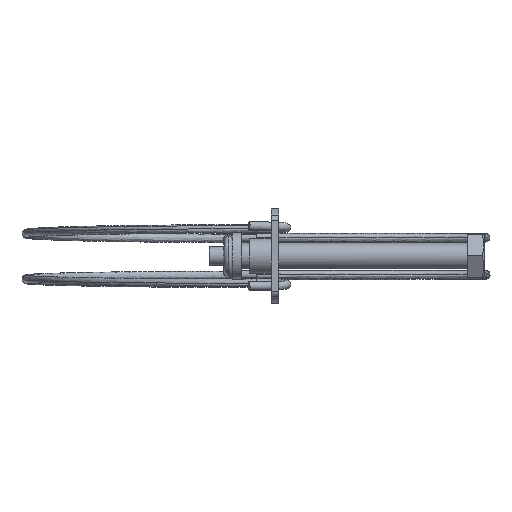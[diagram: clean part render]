
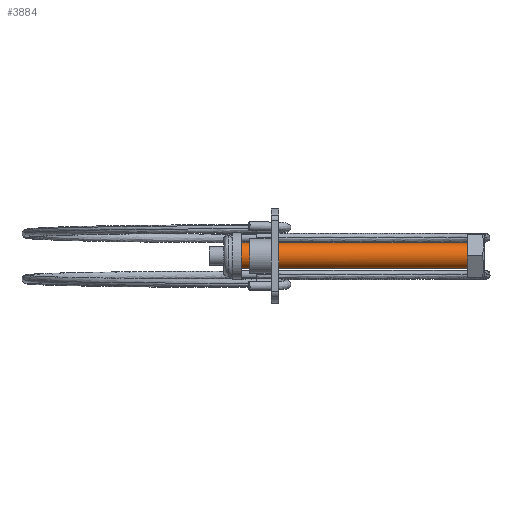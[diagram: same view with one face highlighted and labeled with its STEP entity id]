
A CAD part, top view. The second image highlights one B-rep face of the part: STEP entity #3884.
In plain terms, the highlighted free-form (B-spline) face has degree [2, 1] with [5, 2] control points.
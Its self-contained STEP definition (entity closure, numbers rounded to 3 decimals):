
#3786=CARTESIAN_POINT('',(1.315,-2.977,0.372));
#3787=CARTESIAN_POINT('',(1.315,-2.645,3.023));
#3788=CARTESIAN_POINT('',(1.315,0.026,3.));
#3789=CARTESIAN_POINT('',(1.315,3.026,2.974));
#3790=CARTESIAN_POINT('',(1.315,3.,-0.026));
#3791=CARTESIAN_POINT('',(-53.948,-2.977,0.372));
#3792=CARTESIAN_POINT('',(-53.948,-2.645,3.023));
#3793=CARTESIAN_POINT('',(-53.948,0.026,3.));
#3794=CARTESIAN_POINT('',(-53.948,3.026,2.974));
#3795=CARTESIAN_POINT('',(-53.948,3.,-0.026));
#3803=(BOUNDED_SURFACE()B_SPLINE_SURFACE(2,1,((#3786,#3791),(#3787,#3792),(#3788,#3793),(#3789,#3794),(#3790,#3795)),.UNSPECIFIED.,.F.,.F.,.U.)B_SPLINE_SURFACE_WITH_KNOTS((3,2,3),(2,2),(0.0,4.573,9.543),(0.0,55.263),.UNSPECIFIED.)GEOMETRIC_REPRESENTATION_ITEM()RATIONAL_B_SPLINE_SURFACE(((0.957,0.957),(0.731,0.731),(1.0,1.0),(0.707,0.707),(1.0,1.0)))REPRESENTATION_ITEM('')SURFACE());
#3804=CARTESIAN_POINT('',(-52.6,-2.977,0.372));
#3805=VERTEX_POINT('',#3804);
#3806=CARTESIAN_POINT('',(-52.6,0.0,3.));
#3807=VERTEX_POINT('',#3806);
#3808=CARTESIAN_POINT('',(-52.6,-2.977,0.372));
#3809=CARTESIAN_POINT('',(-52.6,-2.648,3.));
#3810=CARTESIAN_POINT('',(-52.6,0.0,3.));
#3818=(BOUNDED_CURVE()B_SPLINE_CURVE(2,(#3808,#3809,#3810),.UNSPECIFIED.,.F.,.U.)B_SPLINE_CURVE_WITH_KNOTS((3,3),(0.771,1.0),.UNSPECIFIED.)CURVE()GEOMETRIC_REPRESENTATION_ITEM()RATIONAL_B_SPLINE_CURVE((0.954,0.732,1.0))REPRESENTATION_ITEM(''));
#3819=EDGE_CURVE('',#3805,#3807,#3818,.T.);
#3820=ORIENTED_EDGE('',*,*,#3819,.F.);
#3821=CARTESIAN_POINT('',(0.,-2.977,0.372));
#3822=VERTEX_POINT('',#3821);
#3823=CARTESIAN_POINT('',(0.,-2.977,0.372));
#3824=CARTESIAN_POINT('',(-52.6,-2.977,0.372));
#3825=QUASI_UNIFORM_CURVE('',1,(#3823,#3824),.UNSPECIFIED.,.F.,.U.);
#3826=EDGE_CURVE('',#3822,#3805,#3825,.T.);
#3827=ORIENTED_EDGE('',*,*,#3826,.F.);
#3828=CARTESIAN_POINT('',(0.0,0.0,3.));
#3829=VERTEX_POINT('',#3828);
#3830=CARTESIAN_POINT('',(0.0,0.0,3.));
#3831=CARTESIAN_POINT('',(0.0,-2.648,3.));
#3832=CARTESIAN_POINT('',(0.,-2.977,0.372));
#3840=(BOUNDED_CURVE()B_SPLINE_CURVE(2,(#3830,#3831,#3832),.UNSPECIFIED.,.F.,.U.)B_SPLINE_CURVE_WITH_KNOTS((3,3),(0.5,0.729),.UNSPECIFIED.)CURVE()GEOMETRIC_REPRESENTATION_ITEM()RATIONAL_B_SPLINE_CURVE((1.0,0.732,0.954))REPRESENTATION_ITEM(''));
#3841=EDGE_CURVE('',#3829,#3822,#3840,.T.);
#3842=ORIENTED_EDGE('',*,*,#3841,.F.);
#3843=CARTESIAN_POINT('',(0.,3.,-0.026));
#3844=VERTEX_POINT('',#3843);
#3845=CARTESIAN_POINT('',(0.,3.,-0.026));
#3846=CARTESIAN_POINT('',(0.0,3.,-0.013));
#3847=CARTESIAN_POINT('',(0.0,3.,0.0));
#3848=CARTESIAN_POINT('',(0.0,3.,3.));
#3849=CARTESIAN_POINT('',(0.0,0.0,3.));
#3857=(BOUNDED_CURVE()B_SPLINE_CURVE(2,(#3845,#3846,#3847,#3848,#3849),.UNSPECIFIED.,.F.,.U.)B_SPLINE_CURVE_WITH_KNOTS((3,2,3),(0.248,0.25,0.5),.UNSPECIFIED.)CURVE()GEOMETRIC_REPRESENTATION_ITEM()RATIONAL_B_SPLINE_CURVE((0.996,0.998,1.0,0.707,1.0))REPRESENTATION_ITEM(''));
#3858=EDGE_CURVE('',#3844,#3829,#3857,.T.);
#3859=ORIENTED_EDGE('',*,*,#3858,.F.);
#3860=CARTESIAN_POINT('',(-52.6,3.,-0.026));
#3861=VERTEX_POINT('',#3860);
#3862=CARTESIAN_POINT('',(0.,3.,-0.026));
#3863=CARTESIAN_POINT('',(-52.6,3.,-0.026));
#3864=QUASI_UNIFORM_CURVE('',1,(#3862,#3863),.UNSPECIFIED.,.F.,.U.);
#3865=EDGE_CURVE('',#3844,#3861,#3864,.T.);
#3866=ORIENTED_EDGE('',*,*,#3865,.T.);
#3867=CARTESIAN_POINT('',(-52.6,0.0,3.));
#3868=CARTESIAN_POINT('',(-52.6,3.,3.));
#3869=CARTESIAN_POINT('',(-52.6,3.,0.0));
#3870=CARTESIAN_POINT('',(-52.6,3.,-0.013));
#3871=CARTESIAN_POINT('',(-52.6,3.,-0.026));
#3879=(BOUNDED_CURVE()B_SPLINE_CURVE(2,(#3867,#3868,#3869,#3870,#3871),.UNSPECIFIED.,.F.,.U.)B_SPLINE_CURVE_WITH_KNOTS((3,2,3),(0.0,0.25,0.252),.UNSPECIFIED.)CURVE()GEOMETRIC_REPRESENTATION_ITEM()RATIONAL_B_SPLINE_CURVE((1.0,0.707,1.0,0.998,0.996))REPRESENTATION_ITEM(''));
#3880=EDGE_CURVE('',#3807,#3861,#3879,.T.);
#3881=ORIENTED_EDGE('',*,*,#3880,.F.);
#3882=EDGE_LOOP('',(#3820,#3827,#3842,#3859,#3866,#3881));
#3883=FACE_OUTER_BOUND('',#3882,.T.);
#3884=ADVANCED_FACE('',(#3883),#3803,.T.);
